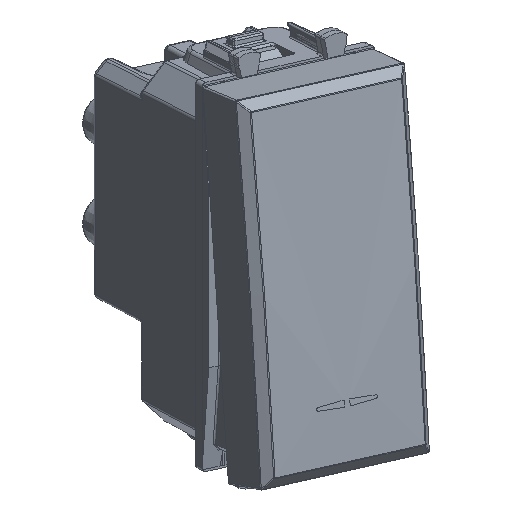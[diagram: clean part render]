
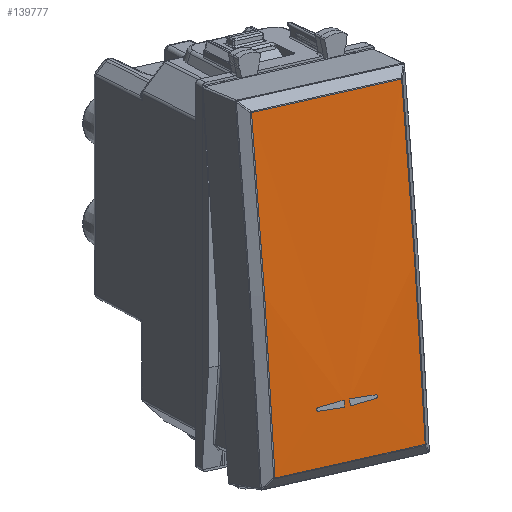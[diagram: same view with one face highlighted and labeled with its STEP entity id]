
A CAD part, top view. The second image highlights one B-rep face of the part: STEP entity #139777.
In plain terms, the highlighted cylindrical face has radius 791.456 mm (diameter 1582.91 mm), a partial arc.
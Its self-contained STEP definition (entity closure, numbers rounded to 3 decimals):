
#139658=CARTESIAN_POINT('Axis2P3D Location',(0.,0.,-775.856)) ;
#139664=CARTESIAN_POINT('Control Point',(9.75,-20.496,15.335)) ;
#139665=CARTESIAN_POINT('Control Point',(9.741,-6.835,15.688)) ;
#139666=CARTESIAN_POINT('Control Point',(9.741,6.835,15.688)) ;
#139667=CARTESIAN_POINT('Control Point',(9.75,20.496,15.335)) ;
#139668=CARTESIAN_POINT('Vertex',(9.75,-20.496,15.335)) ;
#139670=CARTESIAN_POINT('Vertex',(9.75,20.496,15.335)) ;
#139673=CARTESIAN_POINT('Line Origine',(0.,20.496,15.335)) ;
#139677=CARTESIAN_POINT('Vertex',(-9.75,20.496,15.335)) ;
#139681=CARTESIAN_POINT('Control Point',(-9.75,-20.496,15.335)) ;
#139682=CARTESIAN_POINT('Control Point',(-9.741,-6.835,15.688)) ;
#139683=CARTESIAN_POINT('Control Point',(-9.741,6.835,15.688)) ;
#139684=CARTESIAN_POINT('Control Point',(-9.75,20.496,15.335)) ;
#139685=CARTESIAN_POINT('Vertex',(-9.75,-20.496,15.335)) ;
#139688=CARTESIAN_POINT('Line Origine',(0.,-20.496,15.335)) ;
#139700=CARTESIAN_POINT('Control Point',(3.77,-13.751,15.481)) ;
#139701=CARTESIAN_POINT('Control Point',(2.642,-13.636,15.483)) ;
#139702=CARTESIAN_POINT('Control Point',(1.509,-13.569,15.484)) ;
#139703=CARTESIAN_POINT('Control Point',(0.375,-13.55,15.484)) ;
#139704=CARTESIAN_POINT('Vertex',(0.375,-13.55,15.484)) ;
#139706=CARTESIAN_POINT('Vertex',(3.77,-13.751,15.481)) ;
#139710=CARTESIAN_POINT('Control Point',(3.77,-14.149,15.474)) ;
#139711=CARTESIAN_POINT('Control Point',(3.887,-14.137,15.474)) ;
#139712=CARTESIAN_POINT('Control Point',(3.999,-14.04,15.475)) ;
#139713=CARTESIAN_POINT('Control Point',(3.999,-13.86,15.479)) ;
#139714=CARTESIAN_POINT('Control Point',(3.887,-13.763,15.48)) ;
#139715=CARTESIAN_POINT('Control Point',(3.77,-13.751,15.481)) ;
#139716=CARTESIAN_POINT('Vertex',(3.77,-14.149,15.474)) ;
#139720=CARTESIAN_POINT('Control Point',(0.375,-14.35,15.47)) ;
#139721=CARTESIAN_POINT('Control Point',(1.509,-14.331,15.47)) ;
#139722=CARTESIAN_POINT('Control Point',(2.642,-14.264,15.471)) ;
#139723=CARTESIAN_POINT('Control Point',(3.77,-14.149,15.474)) ;
#139724=CARTESIAN_POINT('Vertex',(0.375,-14.35,15.47)) ;
#139727=CARTESIAN_POINT('Axis2P3D Location',(0.375,0.,-775.856)) ;
#139738=CARTESIAN_POINT('Axis2P3D Location',(-0.375,0.,-775.856)) ;
#139742=CARTESIAN_POINT('Vertex',(-0.375,-13.55,15.484)) ;
#139744=CARTESIAN_POINT('Vertex',(-0.375,-14.35,15.47)) ;
#139748=CARTESIAN_POINT('Control Point',(-0.375,-14.35,15.47)) ;
#139749=CARTESIAN_POINT('Control Point',(-1.509,-14.331,15.47)) ;
#139750=CARTESIAN_POINT('Control Point',(-2.642,-14.264,15.471)) ;
#139751=CARTESIAN_POINT('Control Point',(-3.77,-14.149,15.474)) ;
#139752=CARTESIAN_POINT('Vertex',(-3.77,-14.149,15.474)) ;
#139756=CARTESIAN_POINT('Control Point',(-3.77,-14.149,15.474)) ;
#139757=CARTESIAN_POINT('Control Point',(-3.887,-14.137,15.474)) ;
#139758=CARTESIAN_POINT('Control Point',(-3.999,-14.04,15.475)) ;
#139759=CARTESIAN_POINT('Control Point',(-3.999,-13.86,15.479)) ;
#139760=CARTESIAN_POINT('Control Point',(-3.887,-13.763,15.48)) ;
#139761=CARTESIAN_POINT('Control Point',(-3.77,-13.751,15.481)) ;
#139762=CARTESIAN_POINT('Vertex',(-3.77,-13.751,15.481)) ;
#139766=CARTESIAN_POINT('Control Point',(-3.77,-13.751,15.481)) ;
#139767=CARTESIAN_POINT('Control Point',(-2.642,-13.636,15.483)) ;
#139768=CARTESIAN_POINT('Control Point',(-1.509,-13.569,15.484)) ;
#139769=CARTESIAN_POINT('Control Point',(-0.375,-13.55,15.484)) ;
#139659=DIRECTION('Axis2P3D Direction',(-1.,0.,0.)) ;
#139660=DIRECTION('Axis2P3D XDirection',(0.,-0.028,1.)) ;
#139674=DIRECTION('Vector Direction',(-1.,0.,0.)) ;
#139689=DIRECTION('Vector Direction',(-1.,0.,0.)) ;
#139728=DIRECTION('Axis2P3D Direction',(-1.,0.,0.)) ;
#139739=DIRECTION('Axis2P3D Direction',(-1.,0.,0.)) ;
#139661=AXIS2_PLACEMENT_3D('Cylinder Axis2P3D',#139658,#139659,#139660) ;
#139729=AXIS2_PLACEMENT_3D('Circle Axis2P3D',#139727,#139728,$) ;
#139740=AXIS2_PLACEMENT_3D('Circle Axis2P3D',#139738,#139739,$) ;
#139694=ORIENTED_EDGE('',*,*,#139672,.T.) ;
#139695=ORIENTED_EDGE('',*,*,#139679,.T.) ;
#139696=ORIENTED_EDGE('',*,*,#139687,.T.) ;
#139697=ORIENTED_EDGE('',*,*,#139692,.T.) ;
#139733=ORIENTED_EDGE('',*,*,#139708,.T.) ;
#139734=ORIENTED_EDGE('',*,*,#139718,.T.) ;
#139735=ORIENTED_EDGE('',*,*,#139726,.T.) ;
#139736=ORIENTED_EDGE('',*,*,#139731,.T.) ;
#139772=ORIENTED_EDGE('',*,*,#139746,.T.) ;
#139773=ORIENTED_EDGE('',*,*,#139754,.T.) ;
#139774=ORIENTED_EDGE('',*,*,#139764,.T.) ;
#139775=ORIENTED_EDGE('',*,*,#139770,.T.) ;
#139737=FACE_BOUND('',#139732,.T.) ;
#139776=FACE_BOUND('',#139771,.T.) ;
#139675=VECTOR('Line Direction',#139674,1.) ;
#139690=VECTOR('Line Direction',#139689,1.) ;
#139777=ADVANCED_FACE('PartBody',(#139698,#139737,#139776),#139662,.T.) ;
#139663=B_SPLINE_CURVE_WITH_KNOTS('',3,(#139664,#139665,#139666,#139667),.UNSPECIFIED.,.F.,.U.,(4,4),(17.303,88.274),.UNSPECIFIED.) ;
#139680=B_SPLINE_CURVE_WITH_KNOTS('',3,(#139681,#139682,#139683,#139684),.UNSPECIFIED.,.F.,.U.,(4,4),(17.303,88.274),.UNSPECIFIED.) ;
#139699=B_SPLINE_CURVE_WITH_KNOTS('',3,(#139700,#139701,#139702,#139703),.UNSPECIFIED.,.F.,.U.,(4,4),(0.,4.812),.UNSPECIFIED.) ;
#139709=B_SPLINE_CURVE_WITH_KNOTS('',5,(#139710,#139711,#139712,#139713,#139714,#139715),.UNSPECIFIED.,.F.,.U.,(6,6),(0.,0.83),.UNSPECIFIED.) ;
#139719=B_SPLINE_CURVE_WITH_KNOTS('',3,(#139720,#139721,#139722,#139723),.UNSPECIFIED.,.F.,.U.,(4,4),(0.,4.812),.UNSPECIFIED.) ;
#139747=B_SPLINE_CURVE_WITH_KNOTS('',3,(#139748,#139749,#139750,#139751),.UNSPECIFIED.,.F.,.U.,(4,4),(0.,4.812),.UNSPECIFIED.) ;
#139755=B_SPLINE_CURVE_WITH_KNOTS('',5,(#139756,#139757,#139758,#139759,#139760,#139761),.UNSPECIFIED.,.F.,.U.,(6,6),(0.,0.83),.UNSPECIFIED.) ;
#139765=B_SPLINE_CURVE_WITH_KNOTS('',3,(#139766,#139767,#139768,#139769),.UNSPECIFIED.,.F.,.U.,(4,4),(0.,4.812),.UNSPECIFIED.) ;
#139730=CIRCLE('generated circle',#139729,791.456) ;
#139741=CIRCLE('generated circle',#139740,791.456) ;
#139662=CYLINDRICAL_SURFACE('generated cylinder',#139661,791.456) ;
#139672=EDGE_CURVE('',#139669,#139671,#139663,.T.) ;
#139679=EDGE_CURVE('',#139671,#139678,#139676,.T.) ;
#139687=EDGE_CURVE('',#139678,#139686,#139680,.F.) ;
#139692=EDGE_CURVE('',#139686,#139669,#139691,.F.) ;
#139708=EDGE_CURVE('',#139705,#139707,#139699,.F.) ;
#139718=EDGE_CURVE('',#139707,#139717,#139709,.F.) ;
#139726=EDGE_CURVE('',#139717,#139725,#139719,.F.) ;
#139731=EDGE_CURVE('',#139725,#139705,#139730,.T.) ;
#139746=EDGE_CURVE('',#139743,#139745,#139741,.F.) ;
#139754=EDGE_CURVE('',#139745,#139753,#139747,.T.) ;
#139764=EDGE_CURVE('',#139753,#139763,#139755,.T.) ;
#139770=EDGE_CURVE('',#139763,#139743,#139765,.T.) ;
#139693=EDGE_LOOP('',(#139694,#139695,#139696,#139697)) ;
#139732=EDGE_LOOP('',(#139733,#139734,#139735,#139736)) ;
#139771=EDGE_LOOP('',(#139772,#139773,#139774,#139775)) ;
#139698=FACE_OUTER_BOUND('',#139693,.T.) ;
#139676=LINE('Line',#139673,#139675) ;
#139691=LINE('Line',#139688,#139690) ;
#139669=VERTEX_POINT('',#139668) ;
#139671=VERTEX_POINT('',#139670) ;
#139678=VERTEX_POINT('',#139677) ;
#139686=VERTEX_POINT('',#139685) ;
#139705=VERTEX_POINT('',#139704) ;
#139707=VERTEX_POINT('',#139706) ;
#139717=VERTEX_POINT('',#139716) ;
#139725=VERTEX_POINT('',#139724) ;
#139743=VERTEX_POINT('',#139742) ;
#139745=VERTEX_POINT('',#139744) ;
#139753=VERTEX_POINT('',#139752) ;
#139763=VERTEX_POINT('',#139762) ;
